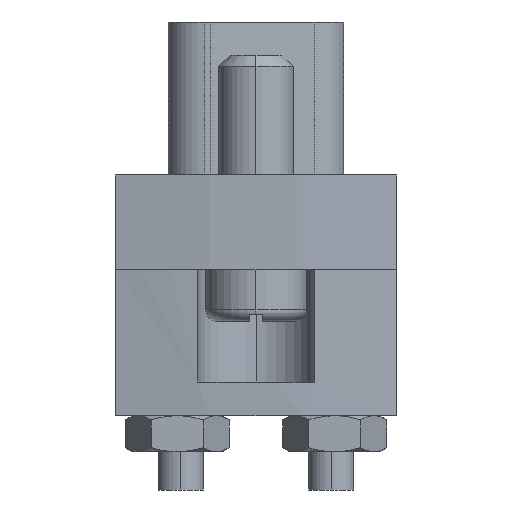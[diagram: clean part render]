
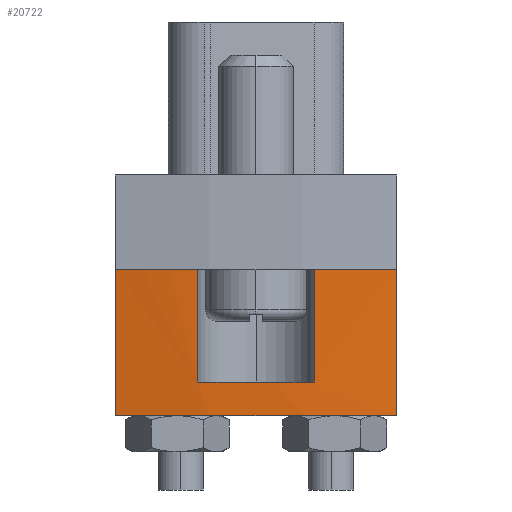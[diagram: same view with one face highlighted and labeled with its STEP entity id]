
A CAD part, left-side view. The second image highlights one B-rep face of the part: STEP entity #20722.
In plain terms, the highlighted cylindrical face has radius 35 mm (diameter 70 mm), a partial arc.
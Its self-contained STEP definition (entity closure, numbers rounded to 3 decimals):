
#299 = CYLINDRICAL_SURFACE ( 'NONE', #9147, 35. ) ;
#380 = EDGE_CURVE ( 'NONE', #3143, #2372, #2172, .T. ) ;
#526 = CARTESIAN_POINT ( 'NONE',  ( 0., 0., -6.5 ) ) ;
#564 = ORIENTED_EDGE ( 'NONE', *, *, #3874, .T. ) ;
#665 = DIRECTION ( 'NONE',  ( 0., 0., 1. ) ) ;
#928 = EDGE_CURVE ( 'NONE', #12110, #3143, #8187, .T. ) ;
#1054 = AXIS2_PLACEMENT_3D ( 'NONE', #13496, #3870, #15110 ) ;
#1137 = VECTOR ( 'NONE', #8015, 1000. ) ;
#1373 = ORIENTED_EDGE ( 'NONE', *, *, #380, .F. ) ;
#1494 = EDGE_CURVE ( 'NONE', #5812, #12110, #9907, .T. ) ;
#2165 = DIRECTION ( 'NONE',  ( 0., 0., -1. ) ) ;
#2172 = LINE ( 'NONE', #17642, #1137 ) ;
#2358 = VECTOR ( 'NONE', #8726, 1000. ) ;
#2372 = VERTEX_POINT ( 'NONE', #6064 ) ;
#3143 = VERTEX_POINT ( 'NONE', #3621 ) ;
#3621 = CARTESIAN_POINT ( 'NONE',  ( -34.903, 2.6, 0. ) ) ;
#3870 = DIRECTION ( 'NONE',  ( 0., 0., 1. ) ) ;
#3874 = EDGE_CURVE ( 'NONE', #18902, #20792, #7865, .T. ) ;
#5074 = CARTESIAN_POINT ( 'NONE',  ( -34.903, -2.6, -5. ) ) ;
#5338 = VERTEX_POINT ( 'NONE', #5074 ) ;
#5490 = EDGE_CURVE ( 'NONE', #15876, #20792, #6067, .T. ) ;
#5812 = VERTEX_POINT ( 'NONE', #6404 ) ;
#5925 = AXIS2_PLACEMENT_3D ( 'NONE', #11786, #2165, #13423 ) ;
#6064 = CARTESIAN_POINT ( 'NONE',  ( -34.903, 2.6, -5. ) ) ;
#6067 = CIRCLE ( 'NONE', #1054, 35. ) ;
#6212 = ORIENTED_EDGE ( 'NONE', *, *, #928, .F. ) ;
#6231 = CARTESIAN_POINT ( 'NONE',  ( 0., 0., 0. ) ) ;
#6404 = CARTESIAN_POINT ( 'NONE',  ( -34.437, 6.25, -6.5 ) ) ;
#6408 = AXIS2_PLACEMENT_3D ( 'NONE', #6231, #17493, #7870 ) ;
#6641 = CARTESIAN_POINT ( 'NONE',  ( -34.437, 6.25, 0. ) ) ;
#6941 = EDGE_CURVE ( 'NONE', #5812, #18902, #7000, .T. ) ;
#7000 = CIRCLE ( 'NONE', #10505, 35. ) ;
#7167 = CARTESIAN_POINT ( 'NONE',  ( -34.437, -6.25, 0. ) ) ;
#7322 = ORIENTED_EDGE ( 'NONE', *, *, #20163, .F. ) ;
#7485 = ORIENTED_EDGE ( 'NONE', *, *, #6941, .T. ) ;
#7563 = ORIENTED_EDGE ( 'NONE', *, *, #5490, .F. ) ;
#7865 = LINE ( 'NONE', #11937, #19668 ) ;
#7870 = DIRECTION ( 'NONE',  ( 1., 0., 0. ) ) ;
#8015 = DIRECTION ( 'NONE',  ( 0., 0., -1. ) ) ;
#8187 = CIRCLE ( 'NONE', #6408, 35. ) ;
#8192 = CARTESIAN_POINT ( 'NONE',  ( 0., 0., -6.5 ) ) ;
#8552 = DIRECTION ( 'NONE',  ( 1., 0., 0. ) ) ;
#8661 = CARTESIAN_POINT ( 'NONE',  ( -34.903, -2.6, -6.5 ) ) ;
#8726 = DIRECTION ( 'NONE',  ( 0., 0., 1. ) ) ;
#9147 = AXIS2_PLACEMENT_3D ( 'NONE', #526, #18179, #8552 ) ;
#9402 = VECTOR ( 'NONE', #11929, 1000. ) ;
#9776 = DIRECTION ( 'NONE',  ( 1., 0., 0. ) ) ;
#9907 = LINE ( 'NONE', #10291, #9402 ) ;
#10291 = CARTESIAN_POINT ( 'NONE',  ( -34.437, 6.25, -6.5 ) ) ;
#10505 = AXIS2_PLACEMENT_3D ( 'NONE', #8192, #19426, #9776 ) ;
#11786 = CARTESIAN_POINT ( 'NONE',  ( 0., 0., -5. ) ) ;
#11929 = DIRECTION ( 'NONE',  ( 0., 0., 1. ) ) ;
#11937 = CARTESIAN_POINT ( 'NONE',  ( -34.437, -6.25, -6.5 ) ) ;
#12110 = VERTEX_POINT ( 'NONE', #6641 ) ;
#12452 = EDGE_LOOP ( 'NONE', ( #7322, #17078, #1373, #6212, #16772, #7485, #564, #7563 ) ) ;
#12931 = CARTESIAN_POINT ( 'NONE',  ( -34.437, -6.25, -6.5 ) ) ;
#13151 = CIRCLE ( 'NONE', #5925, 35. ) ;
#13423 = DIRECTION ( 'NONE',  ( 1., 0., 0. ) ) ;
#13496 = CARTESIAN_POINT ( 'NONE',  ( 0., 0., 0. ) ) ;
#13652 = FACE_OUTER_BOUND ( 'NONE', #12452, .T. ) ;
#13805 = CARTESIAN_POINT ( 'NONE',  ( -34.903, -2.6, 0. ) ) ;
#15110 = DIRECTION ( 'NONE',  ( 1., 0., 0. ) ) ;
#15186 = LINE ( 'NONE', #8661, #2358 ) ;
#15876 = VERTEX_POINT ( 'NONE', #13805 ) ;
#16772 = ORIENTED_EDGE ( 'NONE', *, *, #1494, .F. ) ;
#17078 = ORIENTED_EDGE ( 'NONE', *, *, #20718, .T. ) ;
#17493 = DIRECTION ( 'NONE',  ( 0., 0., 1. ) ) ;
#17642 = CARTESIAN_POINT ( 'NONE',  ( -34.903, 2.6, -6.5 ) ) ;
#18179 = DIRECTION ( 'NONE',  ( 0., 0., 1. ) ) ;
#18902 = VERTEX_POINT ( 'NONE', #12931 ) ;
#19426 = DIRECTION ( 'NONE',  ( 0., 0., 1. ) ) ;
#19668 = VECTOR ( 'NONE', #665, 1000. ) ;
#20163 = EDGE_CURVE ( 'NONE', #5338, #15876, #15186, .T. ) ;
#20718 = EDGE_CURVE ( 'NONE', #5338, #2372, #13151, .T. ) ;
#20722 = ADVANCED_FACE ( 'NONE', ( #13652 ), #299, .T. ) ;
#20792 = VERTEX_POINT ( 'NONE', #7167 ) ;
